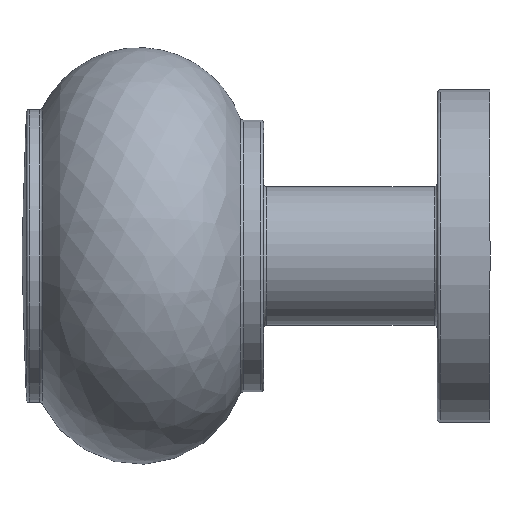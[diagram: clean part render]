
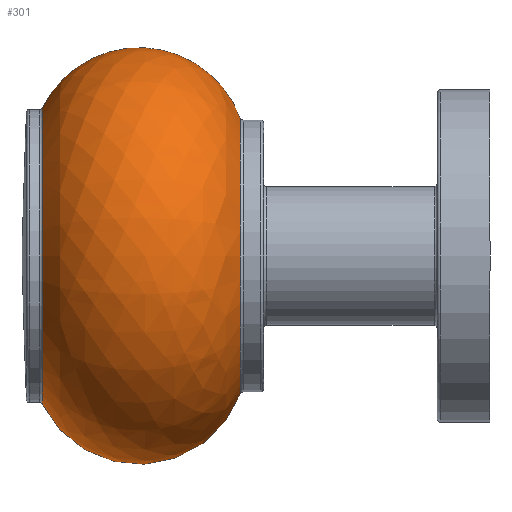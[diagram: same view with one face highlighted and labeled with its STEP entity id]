
A CAD part, left-side view. The second image highlights one B-rep face of the part: STEP entity #301.
In plain terms, the highlighted free-form (B-spline) face has degree [2, 2] with [5, 9] control points.
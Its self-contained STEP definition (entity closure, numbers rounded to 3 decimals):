
#25=(
BOUNDED_SURFACE()
B_SPLINE_SURFACE(2,2,((#530,#531,#532,#533,#534,#535,#536,#537,#538),(#539,
#540,#541,#542,#543,#544,#545,#546,#547),(#548,#549,#550,#551,#552,#553,
#554,#555,#556),(#557,#558,#559,#560,#561,#562,#563,#564,#565),(#566,#567,
#568,#569,#570,#571,#572,#573,#574)),.UNSPECIFIED.,.F.,.T.,.F.)
B_SPLINE_SURFACE_WITH_KNOTS((3,2,3),(3,2,2,2,3),(-1.114,0.052,
1.218),(-3.142,-1.571,0.,1.571,
3.142),.UNSPECIFIED.)
GEOMETRIC_REPRESENTATION_ITEM()
RATIONAL_B_SPLINE_SURFACE(((1.,0.707,1.,0.707,1.,
0.707,1.,0.707,1.),(0.835,0.59,
0.835,0.59,0.835,0.59,
0.835,0.59,0.835),(1.,0.707,
1.,0.707,1.,0.707,1.,0.707,1.),(0.835,
0.59,0.835,0.59,0.835,0.59,
0.835,0.59,0.835),(1.,0.707,
1.,0.707,1.,0.707,1.,0.707,1.)))
REPRESENTATION_ITEM('')
SURFACE()
);
#51=FACE_OUTER_BOUND('',#72,.T.);
#72=EDGE_LOOP('',(#215,#216,#217,#218));
#95=CIRCLE('',#341,9.131);
#101=CIRCLE('',#348,7.135);
#102=CIRCLE('',#349,9.812);
#131=VERTEX_POINT('',#517);
#136=VERTEX_POINT('',#575);
#160=EDGE_CURVE('',#131,#131,#95,.T.);
#167=EDGE_CURVE('',#131,#136,#101,.T.);
#168=EDGE_CURVE('',#136,#136,#102,.T.);
#215=ORIENTED_EDGE('',*,*,#160,.F.);
#216=ORIENTED_EDGE('',*,*,#167,.T.);
#217=ORIENTED_EDGE('',*,*,#168,.F.);
#218=ORIENTED_EDGE('',*,*,#167,.F.);
#301=ADVANCED_FACE('',(#51),#25,.F.);
#341=AXIS2_PLACEMENT_3D('',#518,#399,#400);
#348=AXIS2_PLACEMENT_3D('',#576,#414,#415);
#349=AXIS2_PLACEMENT_3D('',#577,#416,#417);
#399=DIRECTION('center_axis',(0.,-1.,0.));
#400=DIRECTION('ref_axis',(-1.,0.,0.));
#414=DIRECTION('center_axis',(-1.,0.,0.));
#415=DIRECTION('ref_axis',(0.,0.,1.));
#416=DIRECTION('center_axis',(0.,1.,0.));
#417=DIRECTION('ref_axis',(-1.,0.,0.));
#517=CARTESIAN_POINT('',(0.,16.547,9.131));
#518=CARTESIAN_POINT('Origin',(0.,16.547,0.));
#530=CARTESIAN_POINT('Ctrl Pts',(0.,29.646,
9.812));
#531=CARTESIAN_POINT('Ctrl Pts',(-9.812,29.646,9.812));
#532=CARTESIAN_POINT('Ctrl Pts',(-9.812,29.646,0.));
#533=CARTESIAN_POINT('Ctrl Pts',(-9.812,29.646,-9.812));
#534=CARTESIAN_POINT('Ctrl Pts',(0.,29.646,
-9.812));
#535=CARTESIAN_POINT('Ctrl Pts',(9.812,29.646,-9.812));
#536=CARTESIAN_POINT('Ctrl Pts',(9.812,29.646,0.));
#537=CARTESIAN_POINT('Ctrl Pts',(9.812,29.646,9.812));
#538=CARTESIAN_POINT('Ctrl Pts',(0.,29.646,
9.812));
#539=CARTESIAN_POINT('Ctrl Pts',(0.,27.571,
14.035));
#540=CARTESIAN_POINT('Ctrl Pts',(-14.035,27.571,14.035));
#541=CARTESIAN_POINT('Ctrl Pts',(-14.035,27.571,0.));
#542=CARTESIAN_POINT('Ctrl Pts',(-14.035,27.571,-14.035));
#543=CARTESIAN_POINT('Ctrl Pts',(0.,27.571,
-14.035));
#544=CARTESIAN_POINT('Ctrl Pts',(14.035,27.571,-14.035));
#545=CARTESIAN_POINT('Ctrl Pts',(14.035,27.571,0.));
#546=CARTESIAN_POINT('Ctrl Pts',(14.035,27.571,14.035));
#547=CARTESIAN_POINT('Ctrl Pts',(0.,27.571,
14.035));
#548=CARTESIAN_POINT('Ctrl Pts',(0.,22.872,
13.79));
#549=CARTESIAN_POINT('Ctrl Pts',(-13.79,22.872,13.79));
#550=CARTESIAN_POINT('Ctrl Pts',(-13.79,22.872,0.));
#551=CARTESIAN_POINT('Ctrl Pts',(-13.79,22.872,-13.79));
#552=CARTESIAN_POINT('Ctrl Pts',(0.,22.872,
-13.79));
#553=CARTESIAN_POINT('Ctrl Pts',(13.79,22.872,-13.79));
#554=CARTESIAN_POINT('Ctrl Pts',(13.79,22.872,0.));
#555=CARTESIAN_POINT('Ctrl Pts',(13.79,22.872,13.79));
#556=CARTESIAN_POINT('Ctrl Pts',(0.,22.872,
13.79));
#557=CARTESIAN_POINT('Ctrl Pts',(0.,18.173,
13.546));
#558=CARTESIAN_POINT('Ctrl Pts',(-13.546,18.173,13.546));
#559=CARTESIAN_POINT('Ctrl Pts',(-13.546,18.173,0.));
#560=CARTESIAN_POINT('Ctrl Pts',(-13.546,18.173,-13.546));
#561=CARTESIAN_POINT('Ctrl Pts',(0.,18.173,
-13.546));
#562=CARTESIAN_POINT('Ctrl Pts',(13.546,18.173,-13.546));
#563=CARTESIAN_POINT('Ctrl Pts',(13.546,18.173,0.));
#564=CARTESIAN_POINT('Ctrl Pts',(13.546,18.173,13.546));
#565=CARTESIAN_POINT('Ctrl Pts',(0.,18.173,
13.546));
#566=CARTESIAN_POINT('Ctrl Pts',(0.,16.547,
9.131));
#567=CARTESIAN_POINT('Ctrl Pts',(-9.131,16.547,9.131));
#568=CARTESIAN_POINT('Ctrl Pts',(-9.131,16.547,0.));
#569=CARTESIAN_POINT('Ctrl Pts',(-9.131,16.547,-9.131));
#570=CARTESIAN_POINT('Ctrl Pts',(0.,16.547,
-9.131));
#571=CARTESIAN_POINT('Ctrl Pts',(9.131,16.547,-9.131));
#572=CARTESIAN_POINT('Ctrl Pts',(9.131,16.547,0.));
#573=CARTESIAN_POINT('Ctrl Pts',(9.131,16.547,9.131));
#574=CARTESIAN_POINT('Ctrl Pts',(0.,16.547,
9.131));
#575=CARTESIAN_POINT('',(0.,29.646,9.812));
#576=CARTESIAN_POINT('Origin',(0.,23.242,6.665));
#577=CARTESIAN_POINT('Origin',(0.,29.646,0.));
